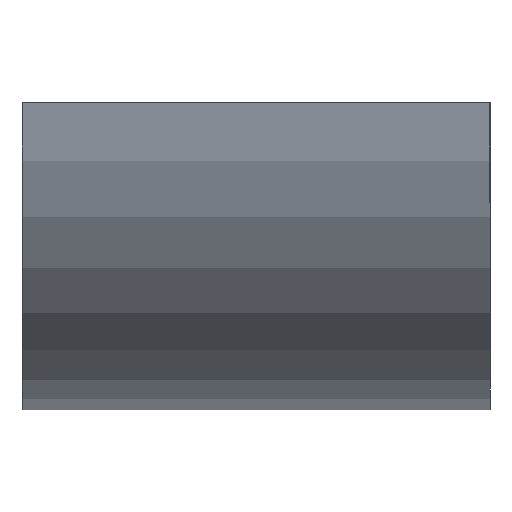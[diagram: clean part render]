
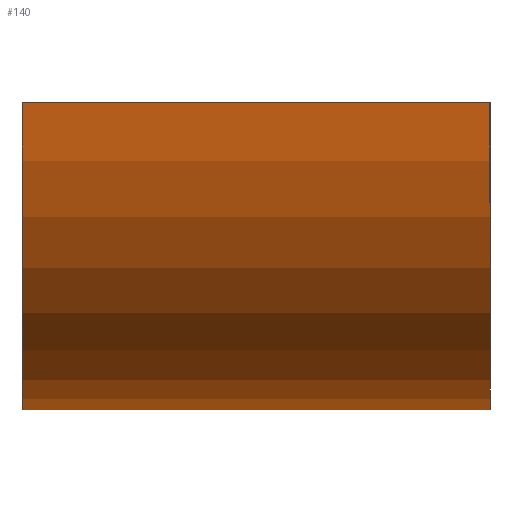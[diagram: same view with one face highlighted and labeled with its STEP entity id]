
A CAD part, left-side view. The second image highlights one B-rep face of the part: STEP entity #140.
In plain terms, the highlighted cylindrical face has radius 83.294 mm (diameter 166.589 mm), a partial arc.
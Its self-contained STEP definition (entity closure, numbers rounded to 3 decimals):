
#24=FACE_OUTER_BOUND('',#32,.T.);
#32=EDGE_LOOP('',(#111,#112,#113,#114));
#44=LINE('',#232,#58);
#45=LINE('',#238,#59);
#58=VECTOR('',#190,10.);
#59=VECTOR('',#197,10.);
#67=CIRCLE('',#165,83.294);
#68=CIRCLE('',#166,83.294);
#75=VERTEX_POINT('',#228);
#76=VERTEX_POINT('',#230);
#77=VERTEX_POINT('',#234);
#78=VERTEX_POINT('',#236);
#90=EDGE_CURVE('',#75,#76,#44,.T.);
#91=EDGE_CURVE('',#77,#75,#67,.T.);
#92=EDGE_CURVE('',#78,#76,#68,.T.);
#93=EDGE_CURVE('',#77,#78,#45,.T.);
#111=ORIENTED_EDGE('',*,*,#91,.T.);
#112=ORIENTED_EDGE('',*,*,#90,.T.);
#113=ORIENTED_EDGE('',*,*,#92,.F.);
#114=ORIENTED_EDGE('',*,*,#93,.F.);
#136=CYLINDRICAL_SURFACE('',#164,83.294);
#140=ADVANCED_FACE('',(#24),#136,.T.);
#164=AXIS2_PLACEMENT_3D('',#233,#191,#192);
#165=AXIS2_PLACEMENT_3D('',#235,#193,#194);
#166=AXIS2_PLACEMENT_3D('',#237,#195,#196);
#190=DIRECTION('',(0.,1.,0.));
#191=DIRECTION('center_axis',(0.,1.,0.));
#192=DIRECTION('ref_axis',(0.99,0.,-0.138));
#193=DIRECTION('center_axis',(0.,1.,0.));
#194=DIRECTION('ref_axis',(0.99,0.,-0.138));
#195=DIRECTION('center_axis',(0.,1.,0.));
#196=DIRECTION('ref_axis',(0.99,0.,-0.138));
#197=DIRECTION('',(0.,1.,0.));
#228=CARTESIAN_POINT('',(-84.067,0.,132.025));
#230=CARTESIAN_POINT('',(-84.067,109.,132.025));
#232=CARTESIAN_POINT('',(-84.067,0.,132.025));
#233=CARTESIAN_POINT('Origin',(-1.567,0.,143.502));
#234=CARTESIAN_POINT('',(80.933,0.,132.025));
#235=CARTESIAN_POINT('Origin',(-1.567,0.,143.502));
#236=CARTESIAN_POINT('',(80.933,109.,132.025));
#237=CARTESIAN_POINT('Origin',(-1.567,109.,143.502));
#238=CARTESIAN_POINT('',(80.933,0.,132.025));
